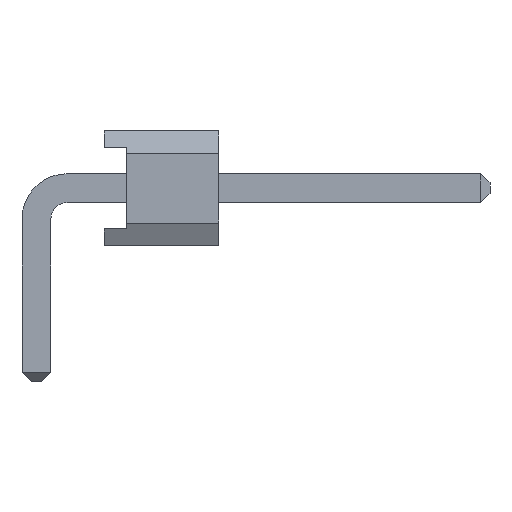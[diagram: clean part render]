
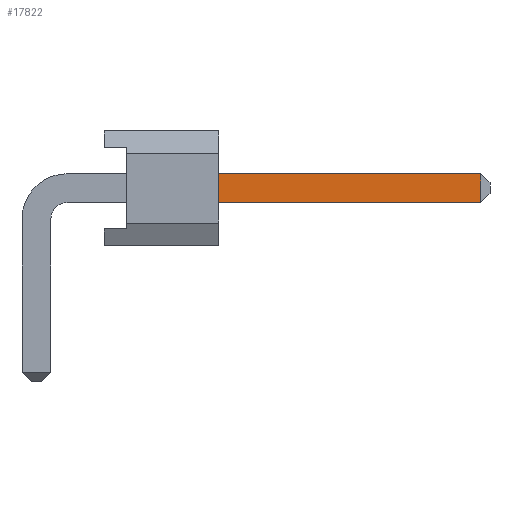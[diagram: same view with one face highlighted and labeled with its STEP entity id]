
A CAD part, front view. The second image highlights one B-rep face of the part: STEP entity #17822.
In plain terms, the highlighted face is planar.
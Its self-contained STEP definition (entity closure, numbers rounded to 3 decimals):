
#3016=ORIENTED_EDGE('',*,*,#5249,.T.);
#3017=ORIENTED_EDGE('',*,*,#5149,.F.);
#3018=ORIENTED_EDGE('',*,*,#5246,.T.);
#3019=ORIENTED_EDGE('',*,*,#5239,.T.);
#5149=EDGE_CURVE('',#6473,#6470,#8019,.T.);
#5239=EDGE_CURVE('',#6563,#6562,#8109,.T.);
#5246=EDGE_CURVE('',#6473,#6563,#8116,.T.);
#5249=EDGE_CURVE('',#6562,#6470,#8119,.T.);
#6470=VERTEX_POINT('',#24900);
#6473=VERTEX_POINT('',#24905);
#6562=VERTEX_POINT('',#25086);
#6563=VERTEX_POINT('',#25088);
#8019=LINE('',#24906,#9741);
#8109=LINE('',#25087,#9831);
#8116=LINE('',#25101,#9838);
#8119=LINE('',#25105,#9841);
#9741=VECTOR('',#21299,1000.);
#9831=VECTOR('',#21393,1000.);
#9838=VECTOR('',#21408,1000.);
#9841=VECTOR('',#21413,1000.);
#10740=EDGE_LOOP('',(#3016,#3017,#3018,#3019));
#11492=FACE_BOUND('',#10740,.T.);
#12156=PLANE('',#18625);
#17822=ADVANCED_FACE('',(#11492),#12156,.F.);
#18625=AXIS2_PLACEMENT_3D('',#25107,#21416,#21417);
#21299=DIRECTION('',(0.,-1.,0.));
#21393=DIRECTION('',(0.,-1.,0.));
#21408=DIRECTION('',(0.,0.,1.));
#21413=DIRECTION('',(0.,0.,-1.));
#21416=DIRECTION('',(-1.,0.,0.));
#21417=DIRECTION('',(0.,0.,1.));
#24900=CARTESIAN_POINT('',(26.99,-0.32,1.27));
#24905=CARTESIAN_POINT('',(26.99,0.32,1.27));
#24906=CARTESIAN_POINT('',(26.99,0.32,1.27));
#25086=CARTESIAN_POINT('',(26.99,-0.32,7.07));
#25087=CARTESIAN_POINT('',(26.99,0.68,7.07));
#25088=CARTESIAN_POINT('',(26.99,0.32,7.07));
#25101=CARTESIAN_POINT('',(26.99,0.32,-2.09));
#25105=CARTESIAN_POINT('',(26.99,-0.32,-2.09));
#25107=CARTESIAN_POINT('',(26.99,0.68,-2.09));
